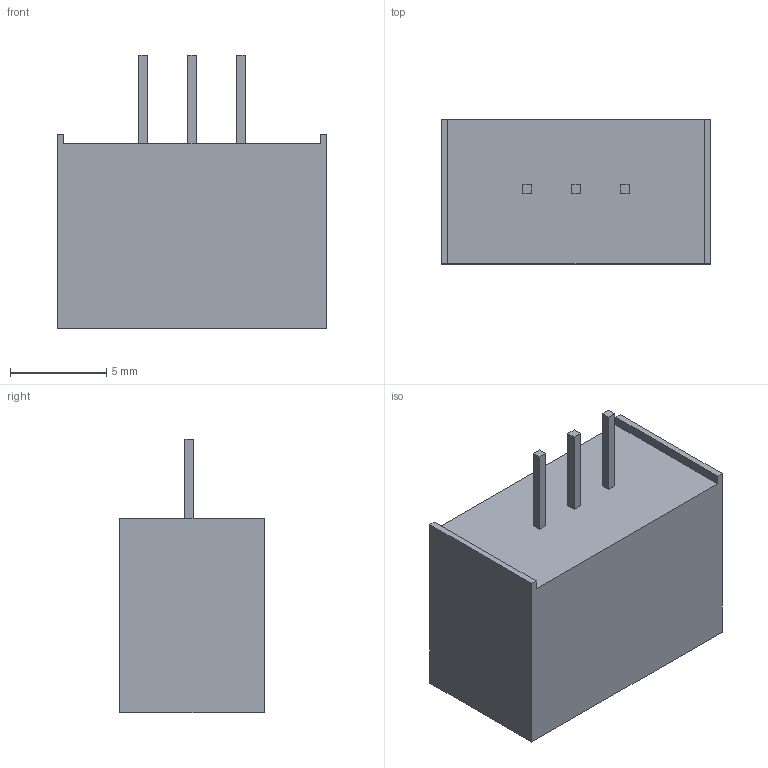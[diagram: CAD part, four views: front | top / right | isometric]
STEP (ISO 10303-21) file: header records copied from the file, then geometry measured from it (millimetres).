
FILE_DESCRIPTION (( 'STEP AP203' ), '1' );
FILE_NAME ('TSR2.STEP', '2019-03-22T16:08:31', ( '' ), ( '' ), 'SwSTEP 2.0', 'SolidWorks 2018', '' );
FILE_SCHEMA (( 'CONFIG_CONTROL_DESIGN' ));
Length unit declared in the file: millimetre
Products named in the file (1): TSR2
Bounding box: 14 x 7.5 x 14.2 mm (x, y, z)
Volume: 1013 mm3; surface area: 666.7 mm2
Topology: 1 solids, 1 shells, 66 faces, 171 edges, 114 vertices
Faces by surface type: plane 44, bspline 20, cylinder 2
Entity records: 3104 total; most frequent: CARTESIAN_POINT 1540, ORIENTED_EDGE 342, DIRECTION 229, EDGE_CURVE 171, VECTOR 127, LINE 127, VERTEX_POINT 114, EDGE_LOOP 73
